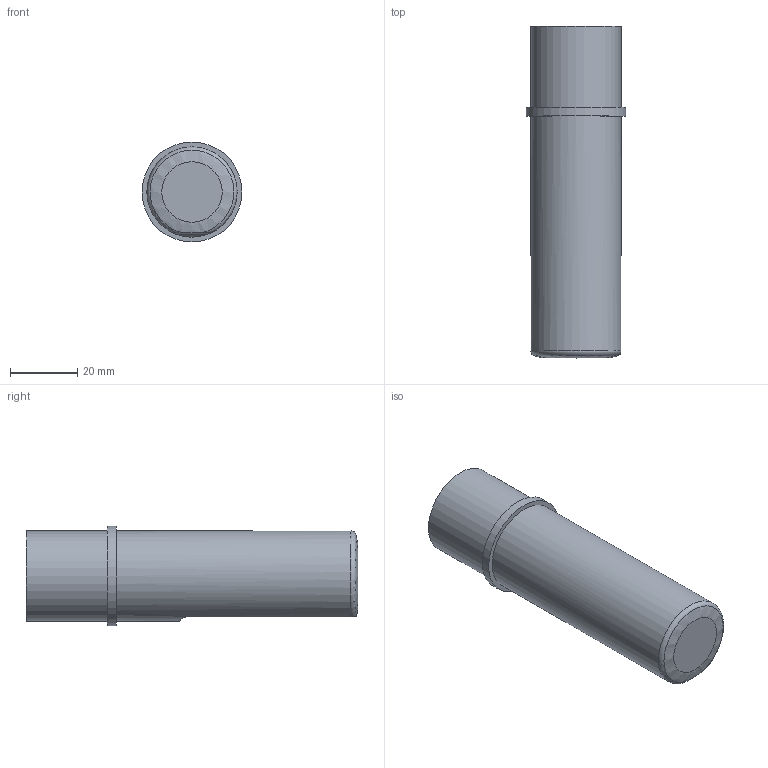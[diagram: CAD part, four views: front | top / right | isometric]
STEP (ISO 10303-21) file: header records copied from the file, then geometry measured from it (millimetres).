
FILE_DESCRIPTION(/* description */ (''),/* implementation_level */ '2;1');
FILE_NAME(/* name */ '99-100-245.stp',/* time_stamp */ '2012-06-26T17:38:09-04:00',/* author */ (''),/* organization */ (''),/* preprocessor_version */ 'ST-DEVELOPER v14',/* originating_system */ 'SIEMENS PLM Software NX 8.0',/* authorisation */ '');
FILE_SCHEMA (('CONFIG_CONTROL_DESIGN'));
Length unit declared in the file: inch
Products named in the file (1): 130133
Bounding box: 29.84 x 99.06 x 29.84 mm (x, y, z)
Volume: 56143.7 mm3; surface area: 9686.7 mm2
Topology: 1 solids, 1 shells, 11 faces, 21 edges, 14 vertices
Faces by surface type: plane 5, cylinder 4, torus 1, bspline 1
Full cylindrical faces by diameter (mm): 26.924 x1, 26.962 x1, 29.845 x1
Entity records: 378 total; most frequent: CARTESIAN_POINT 98, DIRECTION 41, ORIENTED_EDGE 30, AXIS2_PLACEMENT_3D 19, EDGE_LOOP 17, EDGE_CURVE 15, FACE_BOUND 12, VERTEX_POINT 12
